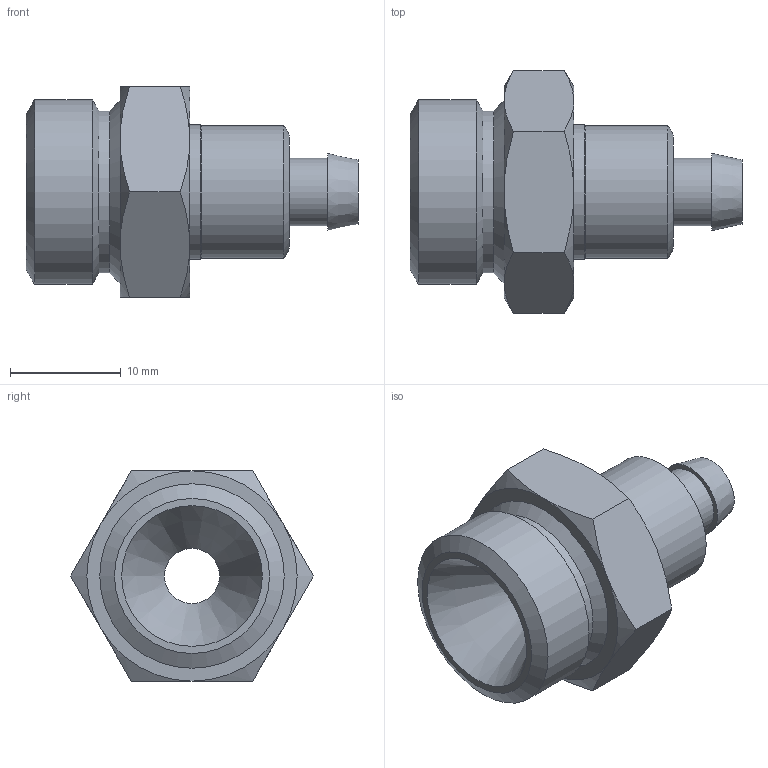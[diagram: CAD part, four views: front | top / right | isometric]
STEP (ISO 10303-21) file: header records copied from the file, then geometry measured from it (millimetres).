
FILE_DESCRIPTION(/* description */ (''),/* implementation_level */ '2;1');
FILE_NAME(/* name */ 'k_386_es-la.stp',/* time_stamp */ '2020-05-05T12:21:17+02:00',/* author */ ('leitheußer'),/* organization */ (''),/* preprocessor_version */ 'ST-DEVELOPER v15.6',/* originating_system */ 'Autodesk Inventor LT ',/* authorisation */ '');
FILE_SCHEMA (('AUTOMOTIVE_DESIGN { 1 0 10303 214 3 1 1 }'));
Length unit declared in the file: millimetre
Products named in the file (1): K 386 ES
Bounding box: 30 x 21.94 x 19 mm (x, y, z)
Volume: 4002.2 mm3; surface area: 2354.4 mm2
Topology: 1 solids, 1 shells, 37 faces, 73 edges, 42 vertices
Faces by surface type: cone 19, plane 12, cylinder 6
Full cylindrical faces by diameter (mm): 5 x1, 6.1 x1, 12 x1, 12.2 x1, 14.6 x1, 16.662 x1
Entity records: 876 total; most frequent: CARTESIAN_POINT 188, DIRECTION 142, ORIENTED_EDGE 120, AXIS2_PLACEMENT_3D 68, EDGE_CURVE 60, EDGE_LOOP 56, VERTEX_POINT 42, FACE_OUTER_BOUND 37
